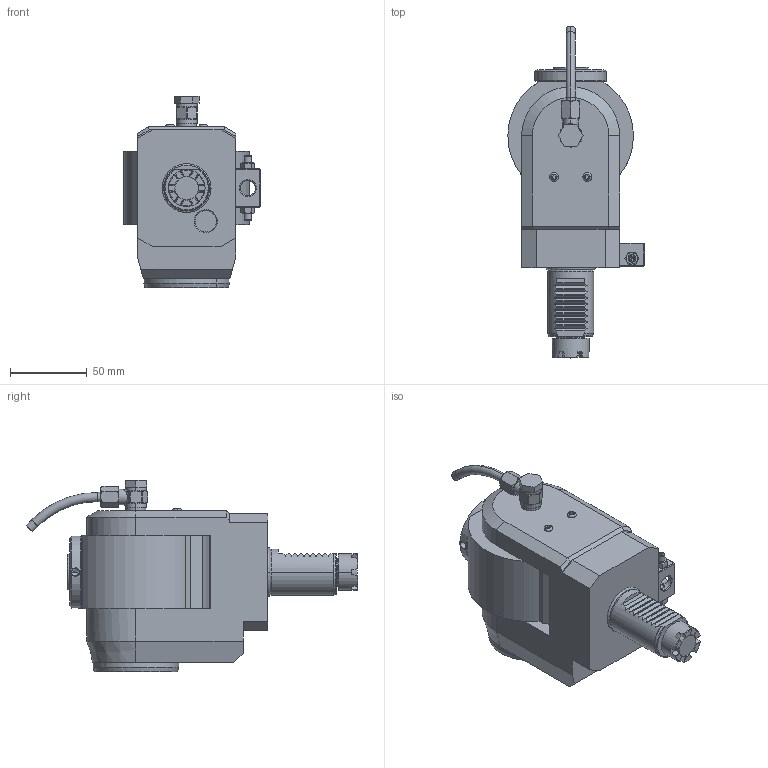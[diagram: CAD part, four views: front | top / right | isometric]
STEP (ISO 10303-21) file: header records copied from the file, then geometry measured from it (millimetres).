
FILE_DESCRIPTION((''),'2;1');
FILE_NAME('NGT1_30_545_16_2','2021-10-09T',('vali'),('NOVA GRUP'),'PRO/ENGINEER BY PARAMETRIC TECHNOLOGY CORPORATION, 2010280','PRO/ENGINEER BY PARAMETRIC TECHNOLOGY CORPORATION, 2010280','');
FILE_SCHEMA(('CONFIG_CONTROL_DESIGN'));
Length unit declared in the file: millimetre
Products named in the file (1): NGT1_30_545_16_2
Bounding box: 89 x 216.67 x 124.9 mm (x, y, z)
Volume: 774196.7 mm3; surface area: 71501.1 mm2
Topology: 1 solids, 2 shells, 534 faces, 1318 edges, 803 vertices
Faces by surface type: plane 235, cylinder 140, cone 81, bspline 46, torus 32
Entity records: 21963 total; most frequent: CARTESIAN_POINT 9972, ORIENTED_EDGE 2596, DIRECTION 2296, EDGE_CURVE 1298, AXIS2_PLACEMENT_3D 848, VERTEX_POINT 803, VECTOR 600, LINE 600
